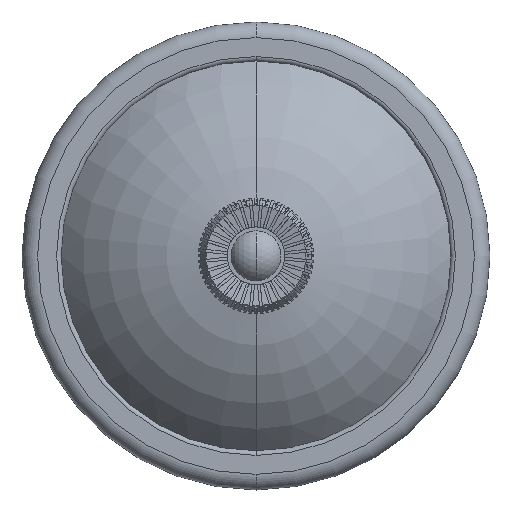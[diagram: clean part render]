
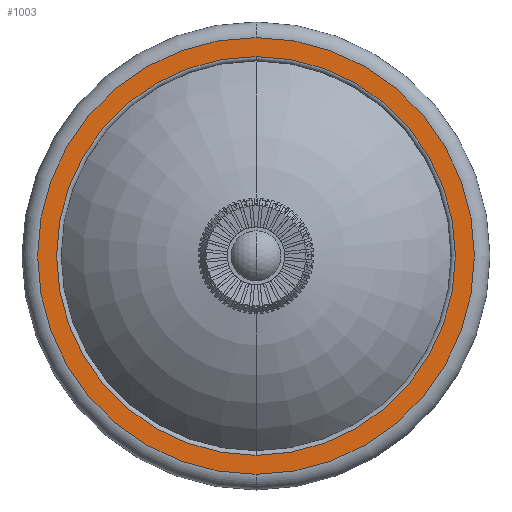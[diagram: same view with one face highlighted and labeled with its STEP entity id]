
A CAD part, top view. The second image highlights one B-rep face of the part: STEP entity #1003.
In plain terms, the highlighted planar face has unit normal (0, 0, 1).
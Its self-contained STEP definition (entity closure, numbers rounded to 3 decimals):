
#808 = ORIENTED_EDGE ( 'NONE', *, *, #882, .T. ) ;
#882 = EDGE_CURVE ( 'NONE', #4507, #5618, #5798, .T. ) ;
#944 = AXIS2_PLACEMENT_3D ( 'NONE', #12490, #5301, #13694 ) ;
#1003 = ADVANCED_FACE ( 'NONE', ( #8224, #11060 ), #5469, .T. ) ;
#1506 = CARTESIAN_POINT ( 'NONE',  ( 0., 0., 35. ) ) ;
#1607 = CARTESIAN_POINT ( 'NONE',  ( 0., 140., 35. ) ) ;
#1945 = DIRECTION ( 'NONE',  ( 0., 0., 1. ) ) ;
#2712 = DIRECTION ( 'NONE',  ( 0., -1., 0. ) ) ;
#2892 = CARTESIAN_POINT ( 'NONE',  ( 0., 0., 35. ) ) ;
#3055 = DIRECTION ( 'NONE',  ( 0., 0., -1. ) ) ;
#3783 = AXIS2_PLACEMENT_3D ( 'NONE', #2892, #11258, #4060 ) ;
#3828 = CARTESIAN_POINT ( 'NONE',  ( 0., -127.828, 35. ) ) ;
#4060 = DIRECTION ( 'NONE',  ( 0., 1., 0. ) ) ;
#4507 = VERTEX_POINT ( 'NONE', #9999 ) ;
#4875 = AXIS2_PLACEMENT_3D ( 'NONE', #1506, #9856, #2712 ) ;
#4887 = VERTEX_POINT ( 'NONE', #3828 ) ;
#4900 = EDGE_LOOP ( 'NONE', ( #12468, #15011 ) ) ;
#5301 = DIRECTION ( 'NONE',  ( 0., 0., 1. ) ) ;
#5469 = PLANE ( 'NONE',  #6823 ) ;
#5618 = VERTEX_POINT ( 'NONE', #1607 ) ;
#5672 = CARTESIAN_POINT ( 'NONE',  ( 0., 127.828, 35. ) ) ;
#5798 = CIRCLE ( 'NONE', #944, 140. ) ;
#5886 = ORIENTED_EDGE ( 'NONE', *, *, #14955, .T. ) ;
#6823 = AXIS2_PLACEMENT_3D ( 'NONE', #13854, #1945, #10297 ) ;
#7364 = VERTEX_POINT ( 'NONE', #5672 ) ;
#8224 = FACE_OUTER_BOUND ( 'NONE', #13044, .T. ) ;
#8821 = EDGE_CURVE ( 'NONE', #7364, #4887, #14960, .T. ) ;
#9592 = AXIS2_PLACEMENT_3D ( 'NONE', #10211, #3055, #11416 ) ;
#9856 = DIRECTION ( 'NONE',  ( 0., 0., 1. ) ) ;
#9999 = CARTESIAN_POINT ( 'NONE',  ( 0., -140., 35. ) ) ;
#10211 = CARTESIAN_POINT ( 'NONE',  ( 0., 0., 35. ) ) ;
#10297 = DIRECTION ( 'NONE',  ( 0., -1., 0. ) ) ;
#11060 = FACE_BOUND ( 'NONE', #4900, .T. ) ;
#11258 = DIRECTION ( 'NONE',  ( 0., 0., -1. ) ) ;
#11416 = DIRECTION ( 'NONE',  ( 0., 1., 0. ) ) ;
#11545 = CIRCLE ( 'NONE', #3783, 127.828 ) ;
#12468 = ORIENTED_EDGE ( 'NONE', *, *, #8821, .T. ) ;
#12490 = CARTESIAN_POINT ( 'NONE',  ( 0., 0., 35. ) ) ;
#13036 = CIRCLE ( 'NONE', #4875, 140. ) ;
#13044 = EDGE_LOOP ( 'NONE', ( #808, #5886 ) ) ;
#13694 = DIRECTION ( 'NONE',  ( 0., -1., 0. ) ) ;
#13854 = CARTESIAN_POINT ( 'NONE',  ( 0., 0., 35. ) ) ;
#14955 = EDGE_CURVE ( 'NONE', #5618, #4507, #13036, .T. ) ;
#14960 = CIRCLE ( 'NONE', #9592, 127.828 ) ;
#15011 = ORIENTED_EDGE ( 'NONE', *, *, #15245, .T. ) ;
#15245 = EDGE_CURVE ( 'NONE', #4887, #7364, #11545, .T. ) ;
